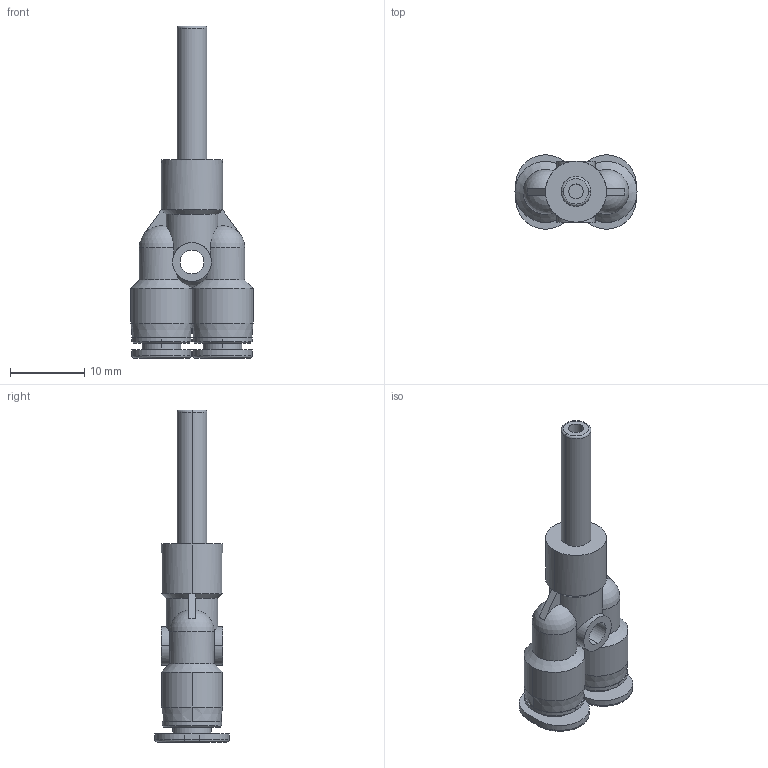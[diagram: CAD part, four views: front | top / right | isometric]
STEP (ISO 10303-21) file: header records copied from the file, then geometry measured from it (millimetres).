
FILE_DESCRIPTION((''),'2;1');
FILE_NAME('PYJ04C-mdt.stp','2017-07-24T17:04:46',(''),(''),'Mechanical Desktop 2009','Mechanical Desktop 2009',', , ');
FILE_SCHEMA(('CONFIG_CONTROL_DESIGN'));
Length unit declared in the file: millimetre
Products named in the file (4): PYJ04C-MDTA; PYJ04C-MDT; COLLAR-L04C; PJ
Assembly tree (6 placements, depth 2):
  PYJ04C-MDTA
    PYJ04C-MDT
    COLLAR-L04C  x3
    PJ  x2
Bounding box: 16.4 x 10 x 44.6 mm (x, y, z)
Volume: 1848.1 mm3; surface area: 2115.1 mm2
Topology: 1 solids, 1 shells, 103 faces, 237 edges, 143 vertices
Faces by surface type: cylinder 40, plane 33, cone 12, torus 10, bspline 4, sphere 4
Entity records: 3455 total; most frequent: CARTESIAN_POINT 942, DIRECTION 546, ORIENTED_EDGE 470, EDGE_CURVE 235, AXIS2_PLACEMENT_3D 231, VERTEX_POINT 143, CIRCLE 125, EDGE_LOOP 115
